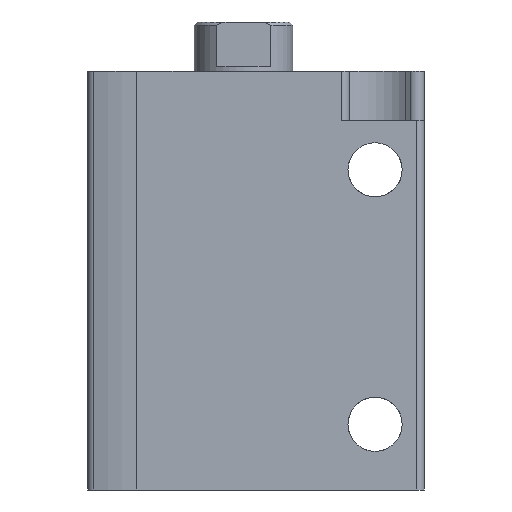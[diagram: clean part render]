
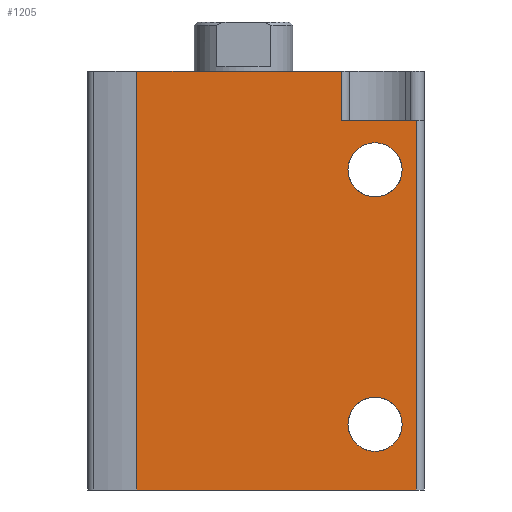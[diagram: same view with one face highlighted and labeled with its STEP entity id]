
A CAD part, left-side view. The second image highlights one B-rep face of the part: STEP entity #1205.
In plain terms, the highlighted planar face has unit normal (-1, 0, 0).
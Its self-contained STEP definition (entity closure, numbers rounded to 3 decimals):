
#46=PLANE('',#1350);
#74=LINE('',#1921,#146);
#91=LINE('',#1988,#163);
#95=LINE('',#2009,#167);
#96=LINE('',#2011,#168);
#97=LINE('',#2013,#169);
#98=LINE('',#2014,#170);
#146=VECTOR('',#1525,1000.);
#163=VECTOR('',#1580,1000.);
#167=VECTOR('',#1600,1000.);
#168=VECTOR('',#1601,1000.);
#169=VECTOR('',#1602,1000.);
#170=VECTOR('',#1603,1000.);
#300=ORIENTED_EDGE('',*,*,#627,.T.);
#301=ORIENTED_EDGE('',*,*,#628,.T.);
#302=ORIENTED_EDGE('',*,*,#629,.T.);
#303=ORIENTED_EDGE('',*,*,#618,.F.);
#304=ORIENTED_EDGE('',*,*,#630,.F.);
#305=ORIENTED_EDGE('',*,*,#631,.T.);
#306=ORIENTED_EDGE('',*,*,#585,.T.);
#307=ORIENTED_EDGE('',*,*,#632,.T.);
#585=EDGE_CURVE('',#743,#742,#74,.T.);
#618=EDGE_CURVE('',#773,#774,#91,.T.);
#627=EDGE_CURVE('',#781,#781,#872,.T.);
#628=EDGE_CURVE('',#782,#782,#873,.T.);
#629=EDGE_CURVE('',#783,#774,#95,.T.);
#630=EDGE_CURVE('',#784,#773,#96,.T.);
#631=EDGE_CURVE('',#784,#743,#97,.T.);
#632=EDGE_CURVE('',#742,#783,#98,.T.);
#742=VERTEX_POINT('',#1920);
#743=VERTEX_POINT('',#1922);
#773=VERTEX_POINT('',#1987);
#774=VERTEX_POINT('',#1989);
#781=VERTEX_POINT('',#2006);
#782=VERTEX_POINT('',#2008);
#783=VERTEX_POINT('',#2010);
#784=VERTEX_POINT('',#2012);
#872=CIRCLE('',#1351,1.65);
#873=CIRCLE('',#1352,1.65);
#936=EDGE_LOOP('',(#300));
#937=EDGE_LOOP('',(#301));
#938=EDGE_LOOP('',(#302,#303,#304,#305,#306,#307));
#1054=FACE_BOUND('',#936,.T.);
#1055=FACE_BOUND('',#937,.T.);
#1056=FACE_BOUND('',#938,.T.);
#1205=ADVANCED_FACE('',(#1054,#1055,#1056),#46,.T.);
#1350=AXIS2_PLACEMENT_3D('',#2004,#1594,#1595);
#1351=AXIS2_PLACEMENT_3D('',#2005,#1596,#1597);
#1352=AXIS2_PLACEMENT_3D('',#2007,#1598,#1599);
#1525=DIRECTION('',(0.,0.,1.));
#1580=DIRECTION('',(0.,-1.,0.));
#1594=DIRECTION('',(-1.,0.,0.));
#1595=DIRECTION('',(0.,0.,1.));
#1596=DIRECTION('',(1.,0.,0.));
#1597=DIRECTION('',(0.,0.,-1.));
#1598=DIRECTION('',(1.,0.,0.));
#1599=DIRECTION('',(0.,0.,-1.));
#1600=DIRECTION('',(0.,0.,1.));
#1601=DIRECTION('',(0.,0.,1.));
#1602=DIRECTION('',(0.,-1.,0.));
#1603=DIRECTION('',(0.,1.,0.));
#1920=CARTESIAN_POINT('',(-6.75,-10.5,-3.));
#1921=CARTESIAN_POINT('',(-6.75,-10.5,-25.5));
#1922=CARTESIAN_POINT('',(-6.75,-10.5,-25.5));
#1987=CARTESIAN_POINT('',(-6.75,6.5,0.));
#1988=CARTESIAN_POINT('',(-6.75,6.5,0.));
#1989=CARTESIAN_POINT('',(-6.75,-5.942,0.));
#2004=CARTESIAN_POINT('',(-6.75,6.5,-25.5));
#2005=CARTESIAN_POINT('',(-6.75,-8.,-21.5));
#2006=CARTESIAN_POINT('',(-6.75,-8.,-23.15));
#2007=CARTESIAN_POINT('',(-6.75,-8.,-6.));
#2008=CARTESIAN_POINT('',(-6.75,-8.,-7.65));
#2009=CARTESIAN_POINT('',(-6.75,-5.942,-3.));
#2010=CARTESIAN_POINT('',(-6.75,-5.942,-3.));
#2011=CARTESIAN_POINT('',(-6.75,6.5,-25.5));
#2012=CARTESIAN_POINT('',(-6.75,6.5,-25.5));
#2013=CARTESIAN_POINT('',(-6.75,6.5,-25.5));
#2014=CARTESIAN_POINT('',(-6.75,6.5,-3.));
